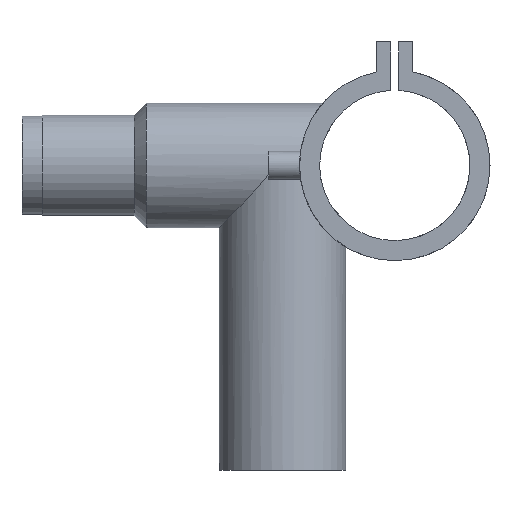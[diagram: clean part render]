
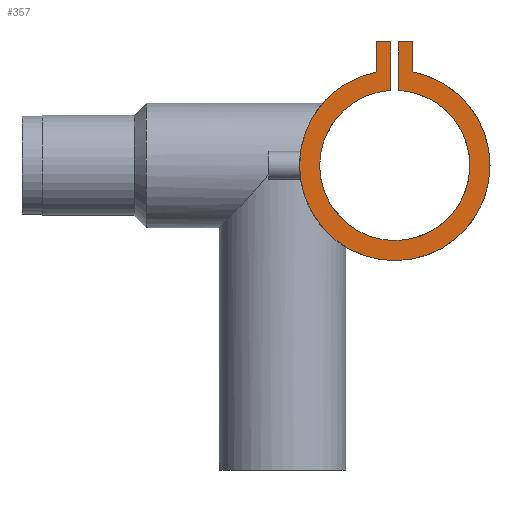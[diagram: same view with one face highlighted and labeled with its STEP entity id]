
A CAD part, left-side view. The second image highlights one B-rep face of the part: STEP entity #357.
In plain terms, the highlighted planar face has unit normal (-1, 0, 0).
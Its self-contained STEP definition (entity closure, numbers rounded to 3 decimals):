
#65 = ORIENTED_EDGE ( 'NONE', *, *, #201, .F. ) ;
#103 = ORIENTED_EDGE ( 'NONE', *, *, #1030, .F. ) ;
#139 = EDGE_CURVE ( 'NONE', #374, #2113, #1738, .T. ) ;
#158 = DIRECTION ( 'NONE',  ( 0., -1., 0. ) ) ;
#194 = PLANE ( 'NONE',  #398 ) ;
#201 = EDGE_CURVE ( 'NONE', #914, #2039, #1231, .T. ) ;
#202 = AXIS2_PLACEMENT_3D ( 'NONE', #2069, #271, #1138 ) ;
#250 = CIRCLE ( 'NONE', #202, 37.5 ) ;
#271 = DIRECTION ( 'NONE',  ( -1., 0., 0. ) ) ;
#298 = VECTOR ( 'NONE', #1459, 1000. ) ;
#328 = CARTESIAN_POINT ( 'NONE',  ( -60., -2., 61.64 ) ) ;
#339 = EDGE_LOOP ( 'NONE', ( #103, #2153, #65, #613, #2557, #1741, #1925, #2247 ) ) ;
#357 = ADVANCED_FACE ( 'NONE', ( #2007 ), #194, .F. ) ;
#365 = VERTEX_POINT ( 'NONE', #879 ) ;
#374 = VERTEX_POINT ( 'NONE', #1270 ) ;
#388 = EDGE_CURVE ( 'NONE', #779, #374, #2402, .T. ) ;
#395 = LINE ( 'NONE', #1238, #878 ) ;
#398 = AXIS2_PLACEMENT_3D ( 'NONE', #1071, #1818, #2571 ) ;
#417 = EDGE_CURVE ( 'NONE', #2113, #542, #250, .T. ) ;
#512 = AXIS2_PLACEMENT_3D ( 'NONE', #2510, #804, #1571 ) ;
#542 = VERTEX_POINT ( 'NONE', #1315 ) ;
#613 = ORIENTED_EDGE ( 'NONE', *, *, #2159, .F. ) ;
#686 = CARTESIAN_POINT ( 'NONE',  ( -60., 9., 61.64 ) ) ;
#727 = VECTOR ( 'NONE', #158, 1000. ) ;
#775 = LINE ( 'NONE', #1545, #960 ) ;
#779 = VERTEX_POINT ( 'NONE', #963 ) ;
#786 = DIRECTION ( 'NONE',  ( 0., 0., -1. ) ) ;
#793 = LINE ( 'NONE', #1560, #2260 ) ;
#804 = DIRECTION ( 'NONE',  ( 1., 0., 0. ) ) ;
#874 = VERTEX_POINT ( 'NONE', #1544 ) ;
#878 = VECTOR ( 'NONE', #1982, 1000. ) ;
#879 = CARTESIAN_POINT ( 'NONE',  ( -60., -9., 46.64 ) ) ;
#894 = VECTOR ( 'NONE', #786, 1000. ) ;
#914 = VERTEX_POINT ( 'NONE', #328 ) ;
#960 = VECTOR ( 'NONE', #2303, 1000. ) ;
#963 = CARTESIAN_POINT ( 'NONE',  ( -60., 9., 61.64 ) ) ;
#1030 = EDGE_CURVE ( 'NONE', #365, #874, #1626, .T. ) ;
#1071 = CARTESIAN_POINT ( 'NONE',  ( -60., 0., 0. ) ) ;
#1138 = DIRECTION ( 'NONE',  ( 0., 0., -1. ) ) ;
#1231 = LINE ( 'NONE', #1973, #727 ) ;
#1238 = CARTESIAN_POINT ( 'NONE',  ( -60., -2., 61.64 ) ) ;
#1270 = CARTESIAN_POINT ( 'NONE',  ( -60., 2., 61.64 ) ) ;
#1315 = CARTESIAN_POINT ( 'NONE',  ( -60., -2., 37.447 ) ) ;
#1459 = DIRECTION ( 'NONE',  ( 0., -1., 0. ) ) ;
#1544 = CARTESIAN_POINT ( 'NONE',  ( -60., 9., 46.64 ) ) ;
#1545 = CARTESIAN_POINT ( 'NONE',  ( -60., -9., 61.64 ) ) ;
#1560 = CARTESIAN_POINT ( 'NONE',  ( -60., 9., 61.64 ) ) ;
#1571 = DIRECTION ( 'NONE',  ( 0., 0., -1. ) ) ;
#1626 = CIRCLE ( 'NONE', #512, 47.5 ) ;
#1738 = LINE ( 'NONE', #2494, #894 ) ;
#1741 = ORIENTED_EDGE ( 'NONE', *, *, #139, .F. ) ;
#1747 = CARTESIAN_POINT ( 'NONE',  ( -60., 2., 37.447 ) ) ;
#1818 = DIRECTION ( 'NONE',  ( 1., 0., 0. ) ) ;
#1925 = ORIENTED_EDGE ( 'NONE', *, *, #388, .F. ) ;
#1973 = CARTESIAN_POINT ( 'NONE',  ( -60., -2., 61.64 ) ) ;
#1982 = DIRECTION ( 'NONE',  ( 0., 0., 1. ) ) ;
#2007 = FACE_OUTER_BOUND ( 'NONE', #339, .T. ) ;
#2039 = VERTEX_POINT ( 'NONE', #2070 ) ;
#2069 = CARTESIAN_POINT ( 'NONE',  ( -60., 0., 0. ) ) ;
#2070 = CARTESIAN_POINT ( 'NONE',  ( -60., -9., 61.64 ) ) ;
#2113 = VERTEX_POINT ( 'NONE', #1747 ) ;
#2153 = ORIENTED_EDGE ( 'NONE', *, *, #2296, .F. ) ;
#2159 = EDGE_CURVE ( 'NONE', #542, #914, #395, .T. ) ;
#2247 = ORIENTED_EDGE ( 'NONE', *, *, #2344, .F. ) ;
#2260 = VECTOR ( 'NONE', #2317, 1000. ) ;
#2296 = EDGE_CURVE ( 'NONE', #2039, #365, #775, .T. ) ;
#2303 = DIRECTION ( 'NONE',  ( 0., 0., -1. ) ) ;
#2317 = DIRECTION ( 'NONE',  ( 0., 0., 1. ) ) ;
#2344 = EDGE_CURVE ( 'NONE', #874, #779, #793, .T. ) ;
#2402 = LINE ( 'NONE', #686, #298 ) ;
#2494 = CARTESIAN_POINT ( 'NONE',  ( -60., 2., 61.64 ) ) ;
#2510 = CARTESIAN_POINT ( 'NONE',  ( -60., 0., 0. ) ) ;
#2557 = ORIENTED_EDGE ( 'NONE', *, *, #417, .F. ) ;
#2571 = DIRECTION ( 'NONE',  ( 0., 0., -1. ) ) ;
